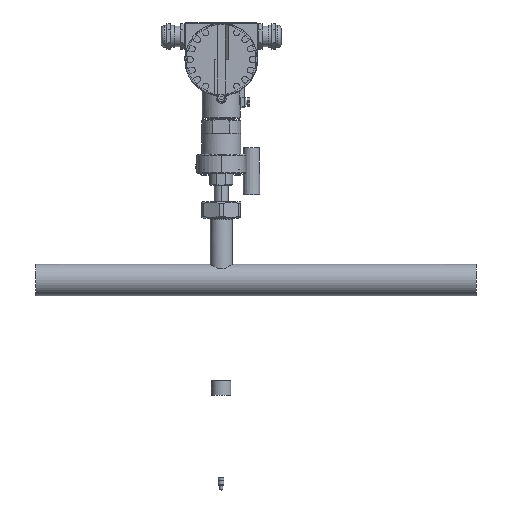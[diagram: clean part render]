
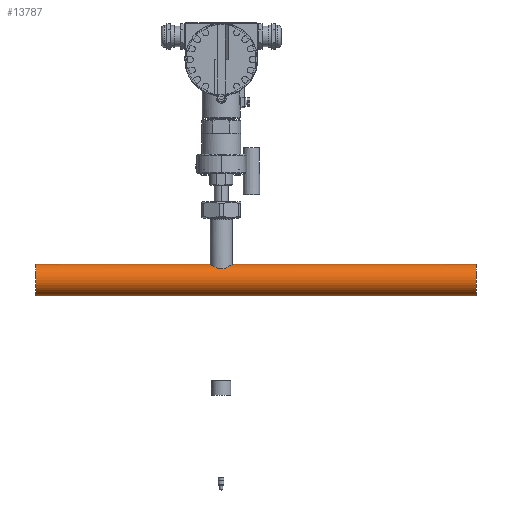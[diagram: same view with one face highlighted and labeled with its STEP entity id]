
A CAD part, top view. The second image highlights one B-rep face of the part: STEP entity #13787.
In plain terms, the highlighted cylindrical face has radius 17 mm (diameter 34 mm), a partial arc.
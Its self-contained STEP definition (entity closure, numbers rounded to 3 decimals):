
#2736=CARTESIAN_POINT('',(-12.,238.35,0.));
#2762=CARTESIAN_POINT('',(12.,238.35,0.));
#2772=DIRECTION('',(-1.,0.,0.));
#2773=VECTOR('',#2772,475.);
#2774=CARTESIAN_POINT('',(275.,204.35,0.));
#2775=LINE('',#2774,#2773);
#2776=DIRECTION('',(1.,0.,0.));
#2777=VECTOR('',#2776,188.);
#2778=CARTESIAN_POINT('',(-200.,238.35,0.));
#2779=LINE('',#2778,#2777);
#2780=DIRECTION('',(1.,0.,0.));
#2781=VECTOR('',#2780,263.);
#2782=CARTESIAN_POINT('',(12.,238.35,0.));
#2783=LINE('',#2782,#2781);
#2789=CARTESIAN_POINT('',(-200.,221.35,0.));
#2790=DIRECTION('',(-1.,0.,0.));
#2791=DIRECTION('',(0.,-1.,0.));
#2792=AXIS2_PLACEMENT_3D('',#2789,#2790,#2791);
#2794=CARTESIAN_POINT('',(12.,238.35,0.));
#2795=CARTESIAN_POINT('',(12.,238.35,0.491));
#2796=CARTESIAN_POINT('',(11.939,238.307,1.482));
#2797=CARTESIAN_POINT('',(11.661,238.112,2.964));
#2798=CARTESIAN_POINT('',(11.187,237.784,4.435));
#2799=CARTESIAN_POINT('',(10.501,237.323,5.885));
#2800=CARTESIAN_POINT('',(9.582,236.732,7.291));
#2801=CARTESIAN_POINT('',(8.44,236.043,8.59));
#2802=CARTESIAN_POINT('',(7.092,235.307,9.733));
#2803=CARTESIAN_POINT('',(5.636,234.623,10.637));
#2804=CARTESIAN_POINT('',(4.172,234.069,11.287));
#2805=CARTESIAN_POINT('',(2.737,233.673,11.713));
#2806=CARTESIAN_POINT('',(1.353,233.442,11.95));
#2807=CARTESIAN_POINT('',(0.,233.367,12.025));
#2808=CARTESIAN_POINT('',(-1.345,233.441,11.95));
#2809=CARTESIAN_POINT('',(-2.725,233.671,11.716));
#2810=CARTESIAN_POINT('',(-4.157,234.064,11.292));
#2811=CARTESIAN_POINT('',(-5.626,234.618,10.643));
#2812=CARTESIAN_POINT('',(-7.092,235.307,9.733));
#2813=CARTESIAN_POINT('',(-8.433,236.039,8.597));
#2814=CARTESIAN_POINT('',(-9.58,236.731,7.293));
#2815=CARTESIAN_POINT('',(-10.497,237.321,5.891));
#2816=CARTESIAN_POINT('',(-11.186,237.784,4.438));
#2817=CARTESIAN_POINT('',(-11.661,238.112,2.967));
#2818=CARTESIAN_POINT('',(-11.94,238.307,1.482));
#2819=CARTESIAN_POINT('',(-12.,238.35,0.491));
#2820=CARTESIAN_POINT('',(-12.,238.35,0.));
#2827=CARTESIAN_POINT('',(275.,221.35,0.));
#2828=DIRECTION('',(1.,0.,0.));
#2829=DIRECTION('',(0.,1.,0.));
#2830=AXIS2_PLACEMENT_3D('',#2827,#2828,#2829);
#10814=VERTEX_POINT('',#2736);
#10815=VERTEX_POINT('',#2762);
#10816=CARTESIAN_POINT('',(275.,204.35,0.));
#10817=CARTESIAN_POINT('',(275.,238.35,0.));
#10818=VERTEX_POINT('',#10816);
#10819=VERTEX_POINT('',#10817);
#10820=CARTESIAN_POINT('',(-200.,238.35,0.));
#10821=CARTESIAN_POINT('',(-200.,204.35,0.));
#10822=VERTEX_POINT('',#10820);
#10823=VERTEX_POINT('',#10821);
#13771=CARTESIAN_POINT('',(275.,221.35,0.));
#13772=DIRECTION('',(1.,0.,0.));
#13773=DIRECTION('',(0.,1.,0.));
#13774=AXIS2_PLACEMENT_3D('',#13771,#13772,#13773);
#13775=CYLINDRICAL_SURFACE('',#13774,17.);
#13776=ORIENTED_EDGE('',*,*,#13761,.T.);
#13778=ORIENTED_EDGE('',*,*,#13777,.T.);
#13779=ORIENTED_EDGE('',*,*,#13757,.T.);
#13781=ORIENTED_EDGE('',*,*,#13780,.F.);
#13782=ORIENTED_EDGE('',*,*,#13765,.T.);
#13784=ORIENTED_EDGE('',*,*,#13783,.T.);
#13785=EDGE_LOOP('',(#13776,#13778,#13779,#13781,#13782,#13784));
#13786=FACE_OUTER_BOUND('',#13785,.F.);
#13787=ADVANCED_FACE('',(#13786),#13775,.T.);
#2793=CIRCLE('',#2792,17.);
#2821=B_SPLINE_CURVE_WITH_KNOTS('',3,(#2794,#2795,#2796,#2797,#2798,#2799,#2800,
#2801,#2802,#2803,#2804,#2805,#2806,#2807,#2808,#2809,#2810,#2811,#2812,#2813,
#2814,#2815,#2816,#2817,#2818,#2819,#2820),.UNSPECIFIED.,.F.,.F.,(4,1,1,1,1,1,1,
1,1,1,1,1,1,1,1,1,1,1,1,1,1,1,1,1,4),(0.,0.042,0.083,
0.125,0.167,0.208,0.25,0.292,
0.333,0.375,0.417,0.458,0.5,
0.542,0.583,0.625,0.667,0.708,
0.75,0.792,0.833,0.875,0.917,
0.958,1.),.UNSPECIFIED.);
#2831=CIRCLE('',#2830,17.);
#13757=EDGE_CURVE('',#10822,#10814,#2779,.T.);
#13761=EDGE_CURVE('',#10818,#10823,#2775,.T.);
#13765=EDGE_CURVE('',#10815,#10819,#2783,.T.);
#13777=EDGE_CURVE('',#10823,#10822,#2793,.T.);
#13780=EDGE_CURVE('',#10815,#10814,#2821,.T.);
#13783=EDGE_CURVE('',#10819,#10818,#2831,.T.);
